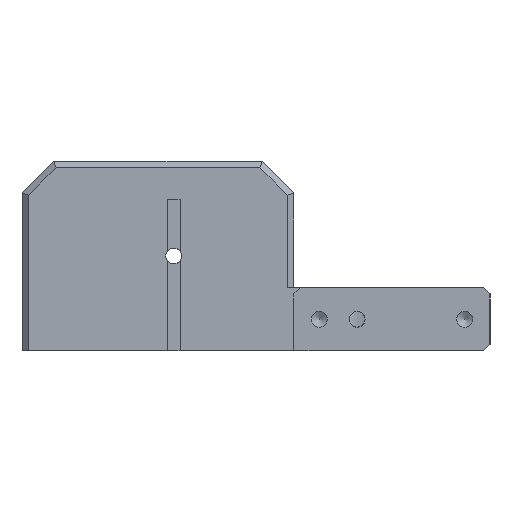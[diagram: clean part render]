
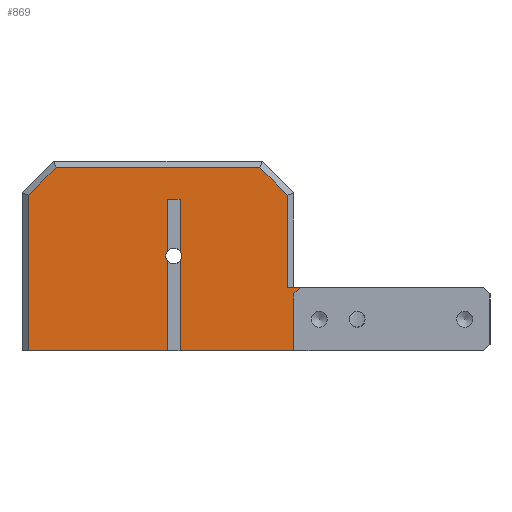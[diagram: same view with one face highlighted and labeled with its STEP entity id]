
A CAD part, left-side view. The second image highlights one B-rep face of the part: STEP entity #869.
In plain terms, the highlighted planar face has unit normal (-1, 0, 0).
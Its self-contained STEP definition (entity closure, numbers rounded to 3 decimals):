
#107 = VERTEX_POINT('',#108);
#108 = CARTESIAN_POINT('',(-27.5,18.,0.));
#114 = EDGE_CURVE('',#115,#107,#117,.T.);
#115 = VERTEX_POINT('',#116);
#116 = CARTESIAN_POINT('',(-27.5,-4.,0.));
#117 = LINE('',#118,#119);
#118 = CARTESIAN_POINT('',(-27.5,-4.,0.));
#119 = VECTOR('',#120,1.);
#120 = DIRECTION('',(0.,1.,0.));
#139 = VERTEX_POINT('',#140);
#140 = CARTESIAN_POINT('',(-27.5,-6.,0.));
#146 = EDGE_CURVE('',#147,#139,#149,.T.);
#147 = VERTEX_POINT('',#148);
#148 = CARTESIAN_POINT('',(-27.5,-24.,0.));
#149 = LINE('',#150,#151);
#150 = CARTESIAN_POINT('',(-27.5,-24.,0.));
#151 = VECTOR('',#152,1.);
#152 = DIRECTION('',(0.,1.,0.));
#825 = EDGE_CURVE('',#147,#826,#828,.T.);
#826 = VERTEX_POINT('',#827);
#827 = CARTESIAN_POINT('',(-27.5,-24.,9.));
#828 = LINE('',#829,#830);
#829 = CARTESIAN_POINT('',(-27.5,-24.,0.));
#830 = VECTOR('',#831,1.);
#831 = DIRECTION('',(0.,0.,1.));
#869 = ADVANCED_FACE('',(#870),#994,.T.);
#870 = FACE_BOUND('',#871,.T.);
#871 = EDGE_LOOP('',(#872,#873,#881,#890,#899,#907,#915,#923,#932,#938,
    #939,#940,#948,#956,#964,#972,#980,#988));
#872 = ORIENTED_EDGE('',*,*,#114,.F.);
#873 = ORIENTED_EDGE('',*,*,#874,.T.);
#874 = EDGE_CURVE('',#115,#875,#877,.T.);
#875 = VERTEX_POINT('',#876);
#876 = CARTESIAN_POINT('',(-27.5,-4.,14.25));
#877 = LINE('',#878,#879);
#878 = CARTESIAN_POINT('',(-27.5,-4.,0.));
#879 = VECTOR('',#880,1.);
#880 = DIRECTION('',(0.,0.,1.));
#881 = ORIENTED_EDGE('',*,*,#882,.T.);
#882 = EDGE_CURVE('',#875,#883,#885,.T.);
#883 = VERTEX_POINT('',#884);
#884 = CARTESIAN_POINT('',(-27.5,-3.75,15.));
#885 = CIRCLE('',#886,1.25);
#886 = AXIS2_PLACEMENT_3D('',#887,#888,#889);
#887 = CARTESIAN_POINT('',(-27.5,-5.,15.));
#888 = DIRECTION('',(1.,0.,0.));
#889 = DIRECTION('',(0.,1.,0.));
#890 = ORIENTED_EDGE('',*,*,#891,.T.);
#891 = EDGE_CURVE('',#883,#892,#894,.T.);
#892 = VERTEX_POINT('',#893);
#893 = CARTESIAN_POINT('',(-27.5,-4.,15.75));
#894 = CIRCLE('',#895,1.25);
#895 = AXIS2_PLACEMENT_3D('',#896,#897,#898);
#896 = CARTESIAN_POINT('',(-27.5,-5.,15.));
#897 = DIRECTION('',(1.,0.,0.));
#898 = DIRECTION('',(0.,1.,0.));
#899 = ORIENTED_EDGE('',*,*,#900,.T.);
#900 = EDGE_CURVE('',#892,#901,#903,.T.);
#901 = VERTEX_POINT('',#902);
#902 = CARTESIAN_POINT('',(-27.5,-4.,24.));
#903 = LINE('',#904,#905);
#904 = CARTESIAN_POINT('',(-27.5,-4.,0.));
#905 = VECTOR('',#906,1.);
#906 = DIRECTION('',(0.,0.,1.));
#907 = ORIENTED_EDGE('',*,*,#908,.T.);
#908 = EDGE_CURVE('',#901,#909,#911,.T.);
#909 = VERTEX_POINT('',#910);
#910 = CARTESIAN_POINT('',(-27.5,-6.,24.));
#911 = LINE('',#912,#913);
#912 = CARTESIAN_POINT('',(-27.5,-4.,24.));
#913 = VECTOR('',#914,1.);
#914 = DIRECTION('',(0.,-1.,0.));
#915 = ORIENTED_EDGE('',*,*,#916,.F.);
#916 = EDGE_CURVE('',#917,#909,#919,.T.);
#917 = VERTEX_POINT('',#918);
#918 = CARTESIAN_POINT('',(-27.5,-6.,15.75));
#919 = LINE('',#920,#921);
#920 = CARTESIAN_POINT('',(-27.5,-6.,0.));
#921 = VECTOR('',#922,1.);
#922 = DIRECTION('',(0.,0.,1.));
#923 = ORIENTED_EDGE('',*,*,#924,.T.);
#924 = EDGE_CURVE('',#917,#925,#927,.T.);
#925 = VERTEX_POINT('',#926);
#926 = CARTESIAN_POINT('',(-27.5,-6.,14.25));
#927 = CIRCLE('',#928,1.25);
#928 = AXIS2_PLACEMENT_3D('',#929,#930,#931);
#929 = CARTESIAN_POINT('',(-27.5,-5.,15.));
#930 = DIRECTION('',(1.,0.,0.));
#931 = DIRECTION('',(0.,1.,0.));
#932 = ORIENTED_EDGE('',*,*,#933,.F.);
#933 = EDGE_CURVE('',#139,#925,#934,.T.);
#934 = LINE('',#935,#936);
#935 = CARTESIAN_POINT('',(-27.5,-6.,0.));
#936 = VECTOR('',#937,1.);
#937 = DIRECTION('',(0.,0.,1.));
#938 = ORIENTED_EDGE('',*,*,#146,.F.);
#939 = ORIENTED_EDGE('',*,*,#825,.T.);
#940 = ORIENTED_EDGE('',*,*,#941,.T.);
#941 = EDGE_CURVE('',#826,#942,#944,.T.);
#942 = VERTEX_POINT('',#943);
#943 = CARTESIAN_POINT('',(-27.5,-25.,10.));
#944 = LINE('',#945,#946);
#945 = CARTESIAN_POINT('',(-27.5,-20.407,5.407));
#946 = VECTOR('',#947,1.);
#947 = DIRECTION('',(0.,-0.707,0.707));
#948 = ORIENTED_EDGE('',*,*,#949,.F.);
#949 = EDGE_CURVE('',#950,#942,#952,.T.);
#950 = VERTEX_POINT('',#951);
#951 = CARTESIAN_POINT('',(-27.5,-23.,10.));
#952 = LINE('',#953,#954);
#953 = CARTESIAN_POINT('',(-27.5,-14.748,10.));
#954 = VECTOR('',#955,1.);
#955 = DIRECTION('',(0.,-1.,0.));
#956 = ORIENTED_EDGE('',*,*,#957,.T.);
#957 = EDGE_CURVE('',#950,#958,#960,.T.);
#958 = VERTEX_POINT('',#959);
#959 = CARTESIAN_POINT('',(-27.5,-23.,24.586));
#960 = LINE('',#961,#962);
#961 = CARTESIAN_POINT('',(-27.5,-23.,10.));
#962 = VECTOR('',#963,1.);
#963 = DIRECTION('',(0.,0.,1.));
#964 = ORIENTED_EDGE('',*,*,#965,.T.);
#965 = EDGE_CURVE('',#958,#966,#968,.T.);
#966 = VERTEX_POINT('',#967);
#967 = CARTESIAN_POINT('',(-27.5,-18.586,29.));
#968 = LINE('',#969,#970);
#969 = CARTESIAN_POINT('',(-27.5,-23.293,24.293));
#970 = VECTOR('',#971,1.);
#971 = DIRECTION('',(0.,0.707,0.707));
#972 = ORIENTED_EDGE('',*,*,#973,.T.);
#973 = EDGE_CURVE('',#966,#974,#976,.T.);
#974 = VERTEX_POINT('',#975);
#975 = CARTESIAN_POINT('',(-27.5,13.586,29.));
#976 = LINE('',#977,#978);
#977 = CARTESIAN_POINT('',(-27.5,-19.,29.));
#978 = VECTOR('',#979,1.);
#979 = DIRECTION('',(0.,1.,0.));
#980 = ORIENTED_EDGE('',*,*,#981,.F.);
#981 = EDGE_CURVE('',#982,#974,#984,.T.);
#982 = VERTEX_POINT('',#983);
#983 = CARTESIAN_POINT('',(-27.5,18.,24.586));
#984 = LINE('',#985,#986);
#985 = CARTESIAN_POINT('',(-27.5,18.293,24.293));
#986 = VECTOR('',#987,1.);
#987 = DIRECTION('',(0.,-0.707,0.707));
#988 = ORIENTED_EDGE('',*,*,#989,.F.);
#989 = EDGE_CURVE('',#107,#982,#990,.T.);
#990 = LINE('',#991,#992);
#991 = CARTESIAN_POINT('',(-27.5,18.,0.));
#992 = VECTOR('',#993,1.);
#993 = DIRECTION('',(0.,0.,1.));
#994 = PLANE('',#995);
#995 = AXIS2_PLACEMENT_3D('',#996,#997,#998);
#996 = CARTESIAN_POINT('',(-27.5,-3.12,14.506));
#997 = DIRECTION('',(-1.,0.,0.));
#998 = DIRECTION('',(0.,0.,-1.));
